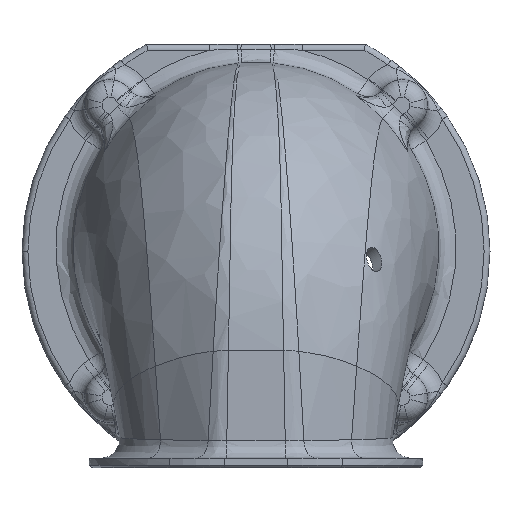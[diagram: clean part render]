
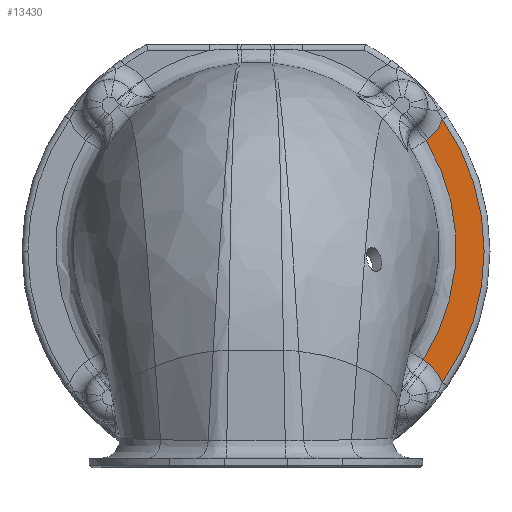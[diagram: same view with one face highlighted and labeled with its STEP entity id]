
A CAD part, left-side view. The second image highlights one B-rep face of the part: STEP entity #13430.
In plain terms, the highlighted planar face has unit normal (-1, 0, 0).
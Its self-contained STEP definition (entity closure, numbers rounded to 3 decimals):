
#57 = CARTESIAN_POINT ( 'NONE',  ( 276.5, -32.176, 25.793 ) ) ;
#365 = VECTOR ( 'NONE', #2123, 1000. ) ;
#1604 = DIRECTION ( 'NONE',  ( 1., 0., 0. ) ) ;
#1704 = VERTEX_POINT ( 'NONE', #15341 ) ;
#1800 = CARTESIAN_POINT ( 'NONE',  ( 276.5, -31.857, 14.503 ) ) ;
#2061 = CARTESIAN_POINT ( 'NONE',  ( 276.5, -34.201, 38.734 ) ) ;
#2123 = DIRECTION ( 'NONE',  ( 0., -0.788, -0.616 ) ) ;
#2469 = AXIS2_PLACEMENT_3D ( 'NONE', #25272, #25419, #18648 ) ;
#2659 = CARTESIAN_POINT ( 'NONE',  ( 276.5, -34.036, 41.216 ) ) ;
#2795 = AXIS2_PLACEMENT_3D ( 'NONE', #7384, #21532, #7079 ) ;
#3275 = VERTEX_POINT ( 'NONE', #23158 ) ;
#3336 = CARTESIAN_POINT ( 'NONE',  ( 276.5, -29.062, 55.91 ) ) ;
#4196 = DIRECTION ( 'NONE',  ( 0., 1., 0. ) ) ;
#4316 = DIRECTION ( 'NONE',  ( 0., 0.788, -0.616 ) ) ;
#4800 = CARTESIAN_POINT ( 'NONE',  ( 276.5, -30.68, 53.053 ) ) ;
#5019 = EDGE_CURVE ( 'NONE', #3275, #26693, #6625, .T. ) ;
#5107 = CARTESIAN_POINT ( 'NONE',  ( 276.5, -32.442, 26.579 ) ) ;
#5190 = EDGE_CURVE ( 'NONE', #12323, #1704, #17525, .T. ) ;
#5533 = PLANE ( 'NONE',  #11881 ) ;
#6003 = EDGE_CURVE ( 'NONE', #24337, #24585, #6425, .T. ) ;
#6425 = LINE ( 'NONE', #23185, #365 ) ;
#6567 = ORIENTED_EDGE ( 'NONE', *, *, #6003, .T. ) ;
#6625 = LINE ( 'NONE', #16172, #11646 ) ;
#6805 = CARTESIAN_POINT ( 'NONE',  ( 276.5, -34.11, 40.393 ) ) ;
#6964 = CARTESIAN_POINT ( 'NONE',  ( 276.5, -34.037, 33.798 ) ) ;
#7079 = DIRECTION ( 'NONE',  ( 0., 1., 0. ) ) ;
#7114 = CARTESIAN_POINT ( 'NONE',  ( 276.5, -31.668, 50.769 ) ) ;
#7263 = CARTESIAN_POINT ( 'NONE',  ( 276.5, -32.569, 26.975 ) ) ;
#7310 = CIRCLE ( 'NONE', #20576, 7.3 ) ;
#7384 = CARTESIAN_POINT ( 'NONE',  ( 276.5, 0., 37. ) ) ;
#7418 = CARTESIAN_POINT ( 'NONE',  ( 276.5, -33.408, 45.274 ) ) ;
#8846 = CIRCLE ( 'NONE', #2469, 7.3 ) ;
#9727 = CARTESIAN_POINT ( 'NONE',  ( 276.5, -34.216, 37.904 ) ) ;
#9826 = CARTESIAN_POINT ( 'NONE',  ( 276.5, -28.62, 18.436 ) ) ;
#11435 = CARTESIAN_POINT ( 'NONE',  ( 276.5, -28.62, 18.436 ) ) ;
#11646 = VECTOR ( 'NONE', #4316, 1000. ) ;
#11881 = AXIS2_PLACEMENT_3D ( 'NONE', #12614, #16920, #21688 ) ;
#11898 = CARTESIAN_POINT ( 'NONE',  ( 276.5, -32.761, 47.649 ) ) ;
#12048 = CARTESIAN_POINT ( 'NONE',  ( 276.5, -31.283, 23.49 ) ) ;
#12323 = VERTEX_POINT ( 'NONE', #1800 ) ;
#12614 = CARTESIAN_POINT ( 'NONE',  ( 276.5, 0., 0. ) ) ;
#12922 = EDGE_CURVE ( 'NONE', #26693, #24337, #25205, .T. ) ;
#13430 = ADVANCED_FACE ( 'NONE', ( #26606 ), #5533, .F. ) ;
#14003 = ORIENTED_EDGE ( 'NONE', *, *, #5019, .T. ) ;
#14345 = CARTESIAN_POINT ( 'NONE',  ( 276.5, -31.599, 24.247 ) ) ;
#15341 = CARTESIAN_POINT ( 'NONE',  ( 276.5, -31.857, 59.497 ) ) ;
#16172 = CARTESIAN_POINT ( 'NONE',  ( 276.5, -29.226, 56.038 ) ) ;
#16206 = CARTESIAN_POINT ( 'NONE',  ( 276.5, -29.062, 55.91 ) ) ;
#16273 = CARTESIAN_POINT ( 'NONE',  ( 276.5, -29.496, 17.751 ) ) ;
#16660 = CARTESIAN_POINT ( 'NONE',  ( 276.5, -31.971, 49.993 ) ) ;
#16748 = EDGE_LOOP ( 'NONE', ( #25970, #29704, #27373, #14003, #29044, #6567 ) ) ;
#16920 = DIRECTION ( 'NONE',  ( 1., 0., 0. ) ) ;
#17525 = CIRCLE ( 'NONE', #2795, 39. ) ;
#18648 = DIRECTION ( 'NONE',  ( 0., 1., 0. ) ) ;
#18805 = CARTESIAN_POINT ( 'NONE',  ( 276.5, -29.487, 19.821 ) ) ;
#18954 = CARTESIAN_POINT ( 'NONE',  ( 276.5, -33.727, 43.666 ) ) ;
#20376 = EDGE_CURVE ( 'NONE', #1704, #3275, #8846, .T. ) ;
#20413 = EDGE_CURVE ( 'NONE', #24585, #12323, #7310, .T. ) ;
#20576 = AXIS2_PLACEMENT_3D ( 'NONE', #30179, #1604, #4196 ) ;
#21532 = DIRECTION ( 'NONE',  ( -1., 0., 0. ) ) ;
#21688 = DIRECTION ( 'NONE',  ( 0., 1., 0. ) ) ;
#23158 = CARTESIAN_POINT ( 'NONE',  ( 276.5, -29.496, 56.249 ) ) ;
#23185 = CARTESIAN_POINT ( 'NONE',  ( 276.5, -19.8, 25.33 ) ) ;
#23268 = CARTESIAN_POINT ( 'NONE',  ( 276.5, -32.516, 48.435 ) ) ;
#23574 = CARTESIAN_POINT ( 'NONE',  ( 276.5, -29.92, 54.512 ) ) ;
#24337 = VERTEX_POINT ( 'NONE', #9826 ) ;
#24585 = VERTEX_POINT ( 'NONE', #16273 ) ;
#25205 = B_SPLINE_CURVE_WITH_KNOTS ( 'NONE', 3,
 ( #16206, #23574, #4800, #7114, #16660, #23268, #11898, #7418, #18954, #2659, #6805, #2061, #9727, #28337, #6964, #26187, #28490, #7263, #5107, #57, #28038, #14345, #12048, #27881, #18805, #11435 ),
 .UNSPECIFIED., .F., .F.,
 ( 4, 2, 2, 2, 2, 2, 2, 2, 2, 2, 2, 2, 4 ),
 ( 0.008, 0.013, 0.016, 0.018, 0.023, 0.026, 0.028, 0.033, 0.038, 0.039, 0.041, 0.043, 0.048 ),
 .UNSPECIFIED. ) ;
#25272 = CARTESIAN_POINT ( 'NONE',  ( 276.5, -25., 62. ) ) ;
#25419 = DIRECTION ( 'NONE',  ( 1., 0., 0. ) ) ;
#25970 = ORIENTED_EDGE ( 'NONE', *, *, #20413, .T. ) ;
#26187 = CARTESIAN_POINT ( 'NONE',  ( 276.5, -33.531, 30.563 ) ) ;
#26606 = FACE_OUTER_BOUND ( 'NONE', #16748, .T. ) ;
#26693 = VERTEX_POINT ( 'NONE', #3336 ) ;
#27373 = ORIENTED_EDGE ( 'NONE', *, *, #20376, .T. ) ;
#27881 = CARTESIAN_POINT ( 'NONE',  ( 276.5, -30.263, 21.257 ) ) ;
#28038 = CARTESIAN_POINT ( 'NONE',  ( 276.5, -32.036, 25.404 ) ) ;
#28337 = CARTESIAN_POINT ( 'NONE',  ( 276.5, -34.177, 35.431 ) ) ;
#28490 = CARTESIAN_POINT ( 'NONE',  ( 276.5, -33.167, 28.96 ) ) ;
#29044 = ORIENTED_EDGE ( 'NONE', *, *, #12922, .T. ) ;
#29704 = ORIENTED_EDGE ( 'NONE', *, *, #5190, .T. ) ;
#30179 = CARTESIAN_POINT ( 'NONE',  ( 276.5, -25., 12. ) ) ;
